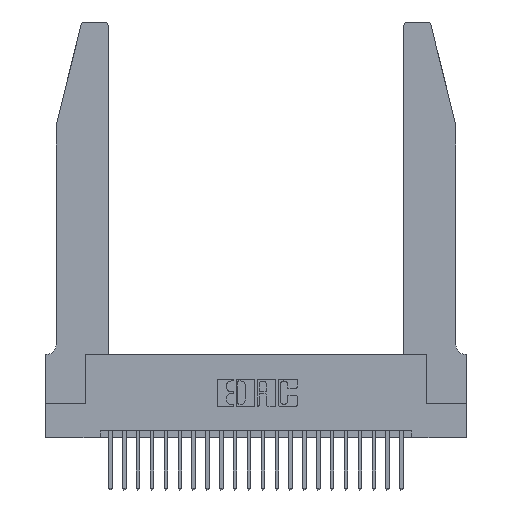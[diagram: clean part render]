
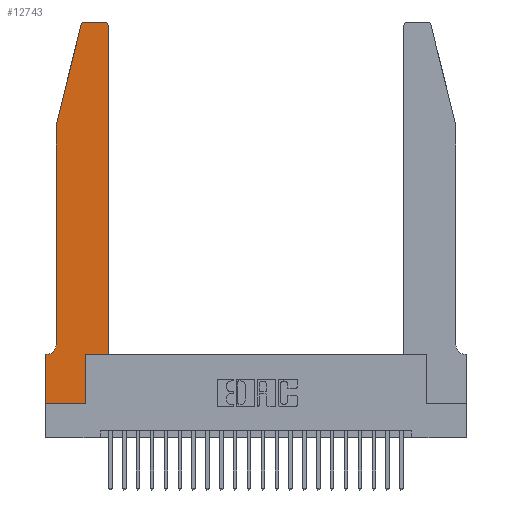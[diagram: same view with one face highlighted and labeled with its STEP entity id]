
A CAD part, top view. The second image highlights one B-rep face of the part: STEP entity #12743.
In plain terms, the highlighted planar face has unit normal (0, 0, 1).
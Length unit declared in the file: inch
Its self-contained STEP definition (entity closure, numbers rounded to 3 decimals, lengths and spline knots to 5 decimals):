
#47 = CARTESIAN_POINT ( 'NONE',  ( 0., 0., 0.37 ) ) ;
#173 = LINE ( 'NONE', #14375, #19907 ) ;
#267 = LINE ( 'NONE', #14333, #22978 ) ;
#1089 = EDGE_CURVE ( 'NONE', #7031, #8899, #18589, .T. ) ;
#1511 = DIRECTION ( 'NONE',  ( -0.239, -0.971, 0. ) ) ;
#1587 = DIRECTION ( 'NONE',  ( 1., 0., 0. ) ) ;
#1877 = CARTESIAN_POINT ( 'NONE',  ( 0.2605, 2.75, 0.37 ) ) ;
#2258 = VERTEX_POINT ( 'NONE', #20871 ) ;
#2323 = CARTESIAN_POINT ( 'NONE',  ( 0.25487, 2.72718, 0.37 ) ) ;
#2355 = ORIENTED_EDGE ( 'NONE', *, *, #16507, .T. ) ;
#2960 = EDGE_CURVE ( 'NONE', #5014, #3235, #8938, .T. ) ;
#3009 = DIRECTION ( 'NONE',  ( 0., -1., 0. ) ) ;
#3235 = VERTEX_POINT ( 'NONE', #22550 ) ;
#3321 = VECTOR ( 'NONE', #7709, 39.37008 ) ;
#3572 = EDGE_LOOP ( 'NONE', ( #21025, #19393, #10914, #16115, #8737, #10656, #2355, #16715, #22704, #22591, #18746, #15554 ) ) ;
#3873 = CARTESIAN_POINT ( 'NONE',  ( 0.0055, 0.35, 0.37 ) ) ;
#5014 = VERTEX_POINT ( 'NONE', #8816 ) ;
#5262 = LINE ( 'NONE', #1877, #14241 ) ;
#5737 = LINE ( 'NONE', #47, #3321 ) ;
#6343 = CARTESIAN_POINT ( 'NONE',  ( 0.284, 2.75, 0.37 ) ) ;
#6688 = VERTEX_POINT ( 'NONE', #19615 ) ;
#7031 = VERTEX_POINT ( 'NONE', #2323 ) ;
#7134 = CARTESIAN_POINT ( 'NONE',  ( 0.4505, 0.35, 0.37 ) ) ;
#7303 = LINE ( 'NONE', #7134, #22279 ) ;
#7333 = AXIS2_PLACEMENT_3D ( 'NONE', #18585, #24350, #15323 ) ;
#7709 = DIRECTION ( 'NONE',  ( 0., -1., 0. ) ) ;
#7789 = VECTOR ( 'NONE', #1511, 39.37008 ) ;
#7902 = LINE ( 'NONE', #20365, #11775 ) ;
#8031 = DIRECTION ( 'NONE',  ( 0., 0., 1. ) ) ;
#8564 = VERTEX_POINT ( 'NONE', #24553 ) ;
#8571 = DIRECTION ( 'NONE',  ( 1., 0., 0. ) ) ;
#8694 = LINE ( 'NONE', #11449, #10203 ) ;
#8737 = ORIENTED_EDGE ( 'NONE', *, *, #16829, .T. ) ;
#8816 = CARTESIAN_POINT ( 'NONE',  ( 0., 0., 0.37 ) ) ;
#8899 = VERTEX_POINT ( 'NONE', #16680 ) ;
#8938 = LINE ( 'NONE', #16651, #15249 ) ;
#9017 = CIRCLE ( 'NONE', #10140, 0.07 ) ;
#9115 = CARTESIAN_POINT ( 'NONE',  ( 0.0755, 2., 0.37 ) ) ;
#9382 = EDGE_CURVE ( 'NONE', #6688, #13004, #7303, .T. ) ;
#9599 = VERTEX_POINT ( 'NONE', #3873 ) ;
#9647 = DIRECTION ( 'NONE',  ( 0., 0., 1. ) ) ;
#10100 = VERTEX_POINT ( 'NONE', #6343 ) ;
#10140 = AXIS2_PLACEMENT_3D ( 'NONE', #15841, #17932, #19843 ) ;
#10203 = VECTOR ( 'NONE', #11790, 39.37008 ) ;
#10656 = ORIENTED_EDGE ( 'NONE', *, *, #11495, .T. ) ;
#10914 = ORIENTED_EDGE ( 'NONE', *, *, #1089, .T. ) ;
#11378 = DIRECTION ( 'NONE',  ( 1., 0., 0. ) ) ;
#11449 = CARTESIAN_POINT ( 'NONE',  ( 0.0755, 0.35, 0.37 ) ) ;
#11495 = EDGE_CURVE ( 'NONE', #9599, #24616, #8694, .T. ) ;
#11610 = DIRECTION ( 'NONE',  ( 1., 0., 0. ) ) ;
#11775 = VECTOR ( 'NONE', #3009, 39.37008 ) ;
#11790 = DIRECTION ( 'NONE',  ( -1., 0., 0. ) ) ;
#12545 = VERTEX_POINT ( 'NONE', #24016 ) ;
#12743 = ADVANCED_FACE ( 'NONE', ( #18868 ), #22409, .T. ) ;
#13004 = VERTEX_POINT ( 'NONE', #19330 ) ;
#13913 = EDGE_CURVE ( 'NONE', #13004, #8564, #18221, .T. ) ;
#14129 = EDGE_CURVE ( 'NONE', #3235, #12545, #267, .T. ) ;
#14241 = VECTOR ( 'NONE', #16697, 39.37008 ) ;
#14333 = CARTESIAN_POINT ( 'NONE',  ( 0.2865, 0.35, 0.37 ) ) ;
#14375 = CARTESIAN_POINT ( 'NONE',  ( 0.4505, 0.35, 0.37 ) ) ;
#15249 = VECTOR ( 'NONE', #1587, 39.37008 ) ;
#15323 = DIRECTION ( 'NONE',  ( 1., 0., 0. ) ) ;
#15554 = ORIENTED_EDGE ( 'NONE', *, *, #13913, .T. ) ;
#15575 = EDGE_CURVE ( 'NONE', #8564, #10100, #5262, .T. ) ;
#15841 = CARTESIAN_POINT ( 'NONE',  ( 0.0055, 0.42, 0.37 ) ) ;
#16115 = ORIENTED_EDGE ( 'NONE', *, *, #21875, .T. ) ;
#16507 = EDGE_CURVE ( 'NONE', #24616, #5014, #5737, .T. ) ;
#16651 = CARTESIAN_POINT ( 'NONE',  ( 0., 0., 0.37 ) ) ;
#16680 = CARTESIAN_POINT ( 'NONE',  ( 0.0755, 2., 0.37 ) ) ;
#16697 = DIRECTION ( 'NONE',  ( -1., 0., 0. ) ) ;
#16715 = ORIENTED_EDGE ( 'NONE', *, *, #2960, .T. ) ;
#16829 = EDGE_CURVE ( 'NONE', #2258, #9599, #9017, .T. ) ;
#17932 = DIRECTION ( 'NONE',  ( 0., 0., -1. ) ) ;
#18221 = CIRCLE ( 'NONE', #20021, 0.03 ) ;
#18585 = CARTESIAN_POINT ( 'NONE',  ( 0., 0.35, 0.37 ) ) ;
#18589 = LINE ( 'NONE', #9115, #7789 ) ;
#18746 = ORIENTED_EDGE ( 'NONE', *, *, #9382, .T. ) ;
#18868 = FACE_OUTER_BOUND ( 'NONE', #3572, .T. ) ;
#19330 = CARTESIAN_POINT ( 'NONE',  ( 0.4505, 2.72, 0.37 ) ) ;
#19393 = ORIENTED_EDGE ( 'NONE', *, *, #20932, .T. ) ;
#19615 = CARTESIAN_POINT ( 'NONE',  ( 0.4505, 0.35, 0.37 ) ) ;
#19843 = DIRECTION ( 'NONE',  ( -1., 0., 0. ) ) ;
#19907 = VECTOR ( 'NONE', #8571, 39.37008 ) ;
#20021 = AXIS2_PLACEMENT_3D ( 'NONE', #23073, #8031, #11610 ) ;
#20365 = CARTESIAN_POINT ( 'NONE',  ( 0.0755, 2., 0.37 ) ) ;
#20536 = DIRECTION ( 'NONE',  ( 0., 1., 0. ) ) ;
#20758 = EDGE_CURVE ( 'NONE', #12545, #6688, #173, .T. ) ;
#20813 = CIRCLE ( 'NONE', #24470, 0.03 ) ;
#20871 = CARTESIAN_POINT ( 'NONE',  ( 0.0755, 0.42, 0.37 ) ) ;
#20932 = EDGE_CURVE ( 'NONE', #10100, #7031, #20813, .T. ) ;
#21025 = ORIENTED_EDGE ( 'NONE', *, *, #15575, .T. ) ;
#21108 = CARTESIAN_POINT ( 'NONE',  ( 0.284, 2.72, 0.37 ) ) ;
#21523 = CARTESIAN_POINT ( 'NONE',  ( 0., 0.35, 0.37 ) ) ;
#21875 = EDGE_CURVE ( 'NONE', #8899, #2258, #7902, .T. ) ;
#22279 = VECTOR ( 'NONE', #20536, 39.37008 ) ;
#22409 = PLANE ( 'NONE',  #7333 ) ;
#22550 = CARTESIAN_POINT ( 'NONE',  ( 0.2865, 0., 0.37 ) ) ;
#22591 = ORIENTED_EDGE ( 'NONE', *, *, #20758, .T. ) ;
#22704 = ORIENTED_EDGE ( 'NONE', *, *, #14129, .T. ) ;
#22978 = VECTOR ( 'NONE', #24611, 39.37008 ) ;
#23073 = CARTESIAN_POINT ( 'NONE',  ( 0.4205, 2.72, 0.37 ) ) ;
#24016 = CARTESIAN_POINT ( 'NONE',  ( 0.2865, 0.35, 0.37 ) ) ;
#24350 = DIRECTION ( 'NONE',  ( 0., 0., 1. ) ) ;
#24470 = AXIS2_PLACEMENT_3D ( 'NONE', #21108, #9647, #11378 ) ;
#24553 = CARTESIAN_POINT ( 'NONE',  ( 0.4205, 2.75, 0.37 ) ) ;
#24611 = DIRECTION ( 'NONE',  ( 0., 1., 0. ) ) ;
#24616 = VERTEX_POINT ( 'NONE', #21523 ) ;
